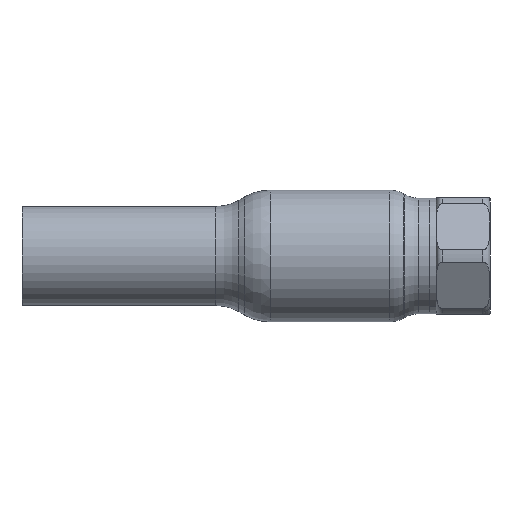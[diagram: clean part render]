
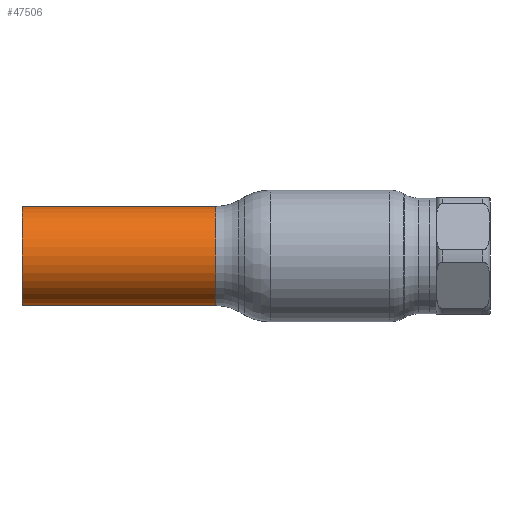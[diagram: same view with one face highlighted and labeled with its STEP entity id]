
A CAD part, front view. The second image highlights one B-rep face of the part: STEP entity #47506.
In plain terms, the highlighted cylindrical face has radius 21.2 mm (diameter 42.4 mm), a partial arc.
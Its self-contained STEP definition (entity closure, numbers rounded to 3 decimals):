
#2646 = LINE ( 'NONE', #34157, #43732 ) ;
#3370 = VERTEX_POINT ( 'NONE', #26285 ) ;
#3577 = VERTEX_POINT ( 'NONE', #24543 ) ;
#3991 = EDGE_CURVE ( 'NONE', #3577, #15541, #27583, .T. ) ;
#6522 = DIRECTION ( 'NONE',  ( -1., 0., 0. ) ) ;
#12347 = ORIENTED_EDGE ( 'NONE', *, *, #52349, .F. ) ;
#12582 = DIRECTION ( 'NONE',  ( -1., 0., 0. ) ) ;
#13967 = EDGE_LOOP ( 'NONE', ( #39088, #45109, #24015, #12347 ) ) ;
#14098 = CIRCLE ( 'NONE', #35881, 21.2 ) ;
#15541 = VERTEX_POINT ( 'NONE', #43117 ) ;
#17414 = CARTESIAN_POINT ( 'NONE',  ( -47.57, 0., 21.2 ) ) ;
#19590 = AXIS2_PLACEMENT_3D ( 'NONE', #23669, #28773, #49492 ) ;
#22901 = FACE_OUTER_BOUND ( 'NONE', #13967, .T. ) ;
#23468 = CARTESIAN_POINT ( 'NONE',  ( -62.69, 0., 0. ) ) ;
#23630 = CARTESIAN_POINT ( 'NONE',  ( -62.69, 0., -21.2 ) ) ;
#23669 = CARTESIAN_POINT ( 'NONE',  ( -47.57, 0., 0. ) ) ;
#23738 = DIRECTION ( 'NONE',  ( -1., 0., 0. ) ) ;
#24015 = ORIENTED_EDGE ( 'NONE', *, *, #41176, .T. ) ;
#24543 = CARTESIAN_POINT ( 'NONE',  ( -47.57, 0., -21.2 ) ) ;
#24573 = DIRECTION ( 'NONE',  ( -1., 0., 0. ) ) ;
#26285 = CARTESIAN_POINT ( 'NONE',  ( -130.5, 0., 21.2 ) ) ;
#27583 = LINE ( 'NONE', #23630, #52266 ) ;
#28773 = DIRECTION ( 'NONE',  ( -1., 0., 0. ) ) ;
#34157 = CARTESIAN_POINT ( 'NONE',  ( -62.69, 0., 21.2 ) ) ;
#35881 = AXIS2_PLACEMENT_3D ( 'NONE', #50416, #24573, #41925 ) ;
#36224 = CYLINDRICAL_SURFACE ( 'NONE', #38431, 21.2 ) ;
#37702 = CIRCLE ( 'NONE', #19590, 21.2 ) ;
#38431 = AXIS2_PLACEMENT_3D ( 'NONE', #23468, #23738, #41367 ) ;
#39088 = ORIENTED_EDGE ( 'NONE', *, *, #3991, .F. ) ;
#41176 = EDGE_CURVE ( 'NONE', #51719, #3370, #2646, .T. ) ;
#41367 = DIRECTION ( 'NONE',  ( 0., 0., 1. ) ) ;
#41925 = DIRECTION ( 'NONE',  ( 0., -1., 0. ) ) ;
#43117 = CARTESIAN_POINT ( 'NONE',  ( -130.5, 0., -21.2 ) ) ;
#43732 = VECTOR ( 'NONE', #12582, 1000. ) ;
#45109 = ORIENTED_EDGE ( 'NONE', *, *, #52864, .T. ) ;
#47506 = ADVANCED_FACE ( 'NONE', ( #22901 ), #36224, .T. ) ;
#49492 = DIRECTION ( 'NONE',  ( 0., 0., 1. ) ) ;
#50416 = CARTESIAN_POINT ( 'NONE',  ( -130.5, 0., 0. ) ) ;
#51719 = VERTEX_POINT ( 'NONE', #17414 ) ;
#52266 = VECTOR ( 'NONE', #6522, 1000. ) ;
#52349 = EDGE_CURVE ( 'NONE', #15541, #3370, #14098, .T. ) ;
#52864 = EDGE_CURVE ( 'NONE', #3577, #51719, #37702, .T. ) ;
